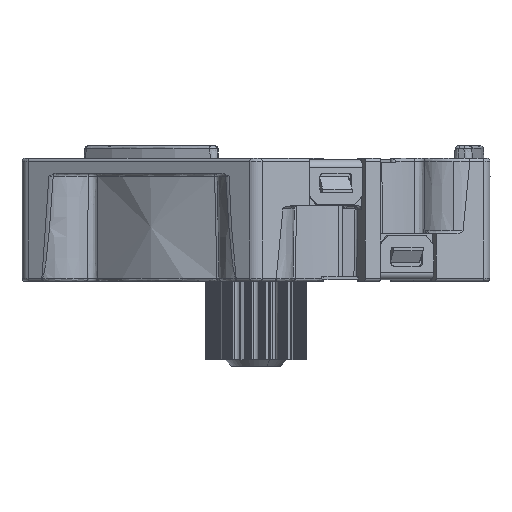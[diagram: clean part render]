
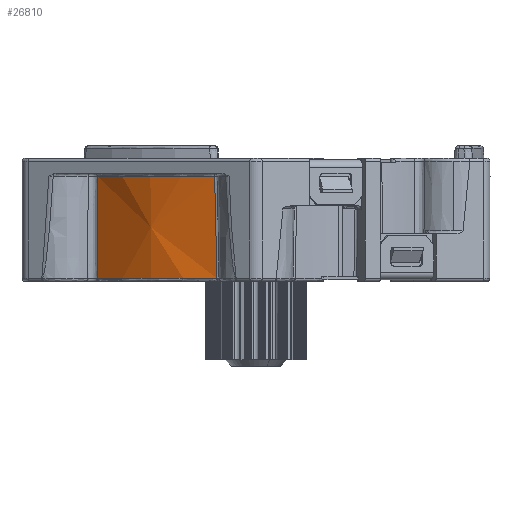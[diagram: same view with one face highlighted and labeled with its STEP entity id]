
A CAD part, left-side view. The second image highlights one B-rep face of the part: STEP entity #26810.
In plain terms, the highlighted conical face has half-angle 1 degrees and reference radius 17.149 mm.
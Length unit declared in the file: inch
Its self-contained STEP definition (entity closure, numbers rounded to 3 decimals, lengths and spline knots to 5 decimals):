
#199 = EDGE_CURVE ( 'NONE', #28462, #64886, #27551, .T. ) ;
#7387 = AXIS2_PLACEMENT_3D ( 'NONE', #75065, #27602, #198398 ) ;
#14072 = DIRECTION ( 'NONE',  ( 0., 0., -1. ) ) ;
#22189 = CARTESIAN_POINT ( 'NONE',  ( -0.43979, 0.5072, -0.08098 ) ) ;
#26810 = ADVANCED_FACE ( 'NONE', ( #162337 ), #157937, .T. ) ;
#27551 = B_SPLINE_CURVE_WITH_KNOTS ( 'NONE', 3,
 ( #153573, #56566, #168716, #181913 ),
 .UNSPECIFIED., .F., .F.,
 ( 4, 4 ),
 ( 0., 1. ),
 .UNSPECIFIED. ) ;
#27602 = DIRECTION ( 'NONE',  ( 0., 0., -1. ) ) ;
#28462 = VERTEX_POINT ( 'NONE', #95294 ) ;
#37310 = CARTESIAN_POINT ( 'NONE',  ( -0.44558, 0.50726, 0.13994 ) ) ;
#39520 = EDGE_CURVE ( 'NONE', #28462, #155486, #73957, .T. ) ;
#43323 = ORIENTED_EDGE ( 'NONE', *, *, #88551, .T. ) ;
#51168 = DIRECTION ( 'NONE',  ( 0., -1., 0. ) ) ;
#56566 = CARTESIAN_POINT ( 'NONE',  ( -0.65914, 0.12727, -0.08098 ) ) ;
#64886 = VERTEX_POINT ( 'NONE', #160999 ) ;
#67349 = DIRECTION ( 'NONE',  ( 0., 0., 1. ) ) ;
#70740 = AXIS2_PLACEMENT_3D ( 'NONE', #96704, #67349, #51168 ) ;
#73957 = CIRCLE ( 'NONE', #83609, 0.66946 ) ;
#75065 = CARTESIAN_POINT ( 'NONE',  ( 0., 0., 0.13994 ) ) ;
#75716 = DIRECTION ( 'NONE',  ( 1., 0., 0. ) ) ;
#76680 = CARTESIAN_POINT ( 'NONE',  ( -0.44558, 0.50726, 0.13994 ) ) ;
#77719 = CARTESIAN_POINT ( 'NONE',  ( 0., 0., -0.18718 ) ) ;
#83609 = AXIS2_PLACEMENT_3D ( 'NONE', #77719, #14072, #75716 ) ;
#83823 = CARTESIAN_POINT ( 'NONE',  ( -0.43694, 0.50721, -0.18718 ) ) ;
#88551 = EDGE_CURVE ( 'NONE', #64886, #127533, #91343, .T. ) ;
#91343 = CIRCLE ( 'NONE', #7387, 0.67517 ) ;
#95294 = CARTESIAN_POINT ( 'NONE',  ( -0.65773, 0.12479, -0.18718 ) ) ;
#96704 = CARTESIAN_POINT ( 'NONE',  ( 0., 0., 0.13994 ) ) ;
#99001 = CARTESIAN_POINT ( 'NONE',  ( -0.44267, 0.50721, 0.02806 ) ) ;
#107903 = EDGE_LOOP ( 'NONE', ( #149690, #111274, #149997, #43323 ) ) ;
#111274 = ORIENTED_EDGE ( 'NONE', *, *, #39520, .F. ) ;
#127533 = VERTEX_POINT ( 'NONE', #76680 ) ;
#131237 = CARTESIAN_POINT ( 'NONE',  ( -0.43694, 0.50721, -0.18718 ) ) ;
#140945 = EDGE_CURVE ( 'NONE', #127533, #155486, #193396, .T. ) ;
#149690 = ORIENTED_EDGE ( 'NONE', *, *, #140945, .T. ) ;
#149997 = ORIENTED_EDGE ( 'NONE', *, *, #199, .T. ) ;
#153573 = CARTESIAN_POINT ( 'NONE',  ( -0.65773, 0.12479, -0.18718 ) ) ;
#155486 = VERTEX_POINT ( 'NONE', #131237 ) ;
#157937 = CONICAL_SURFACE ( 'NONE', #70740, 0.67517, 0.017 ) ;
#160999 = CARTESIAN_POINT ( 'NONE',  ( -0.66209, 0.13226, 0.13994 ) ) ;
#162337 = FACE_OUTER_BOUND ( 'NONE', #107903, .T. ) ;
#168716 = CARTESIAN_POINT ( 'NONE',  ( -0.6606, 0.12976, 0.02806 ) ) ;
#181913 = CARTESIAN_POINT ( 'NONE',  ( -0.66209, 0.13226, 0.13994 ) ) ;
#193396 = B_SPLINE_CURVE_WITH_KNOTS ( 'NONE', 3,
 ( #37310, #99001, #22189, #83823 ),
 .UNSPECIFIED., .F., .F.,
 ( 4, 4 ),
 ( 0., 1. ),
 .UNSPECIFIED. ) ;
#198398 = DIRECTION ( 'NONE',  ( -1., 0., 0. ) ) ;
